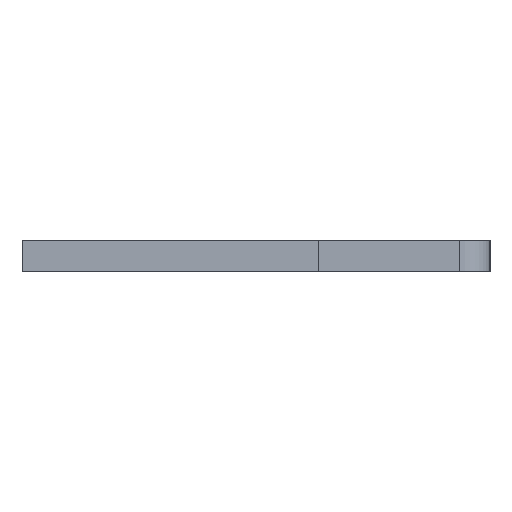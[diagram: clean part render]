
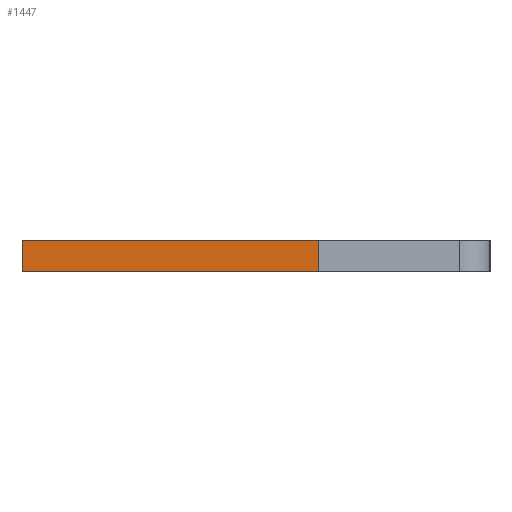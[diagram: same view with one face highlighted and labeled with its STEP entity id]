
A CAD part, left-side view. The second image highlights one B-rep face of the part: STEP entity #1447.
In plain terms, the highlighted face is planar.
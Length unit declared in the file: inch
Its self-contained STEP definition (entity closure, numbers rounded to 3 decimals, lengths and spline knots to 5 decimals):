
#44 = CARTESIAN_POINT ( 'NONE',  ( 0.01, 0.15, -0.04 ) ) ;
#57 = LINE ( 'NONE', #1115, #2007 ) ;
#71 = EDGE_CURVE ( 'NONE', #2221, #1822, #57, .T. ) ;
#172 = VECTOR ( 'NONE', #576, 39.37008 ) ;
#202 = DIRECTION ( 'NONE',  ( 0., 1., 0. ) ) ;
#248 = CARTESIAN_POINT ( 'NONE',  ( -0.01, -0.04, -0.04 ) ) ;
#259 = VECTOR ( 'NONE', #631, 39.37008 ) ;
#452 = DIRECTION ( 'NONE',  ( -1., 0., 0. ) ) ;
#455 = EDGE_LOOP ( 'NONE', ( #1083, #853, #2260, #1081 ) ) ;
#502 = CARTESIAN_POINT ( 'NONE',  ( 0.01, -0.04, -0.04 ) ) ;
#576 = DIRECTION ( 'NONE',  ( 0., 1., 0. ) ) ;
#631 = DIRECTION ( 'NONE',  ( -1., 0., 0. ) ) ;
#835 = EDGE_CURVE ( 'NONE', #872, #2221, #1668, .T. ) ;
#853 = ORIENTED_EDGE ( 'NONE', *, *, #2262, .F. ) ;
#872 = VERTEX_POINT ( 'NONE', #502 ) ;
#1081 = ORIENTED_EDGE ( 'NONE', *, *, #835, .T. ) ;
#1083 = ORIENTED_EDGE ( 'NONE', *, *, #71, .T. ) ;
#1115 = CARTESIAN_POINT ( 'NONE',  ( -0.01, 0.15, -0.04 ) ) ;
#1208 = FACE_OUTER_BOUND ( 'NONE', #455, .T. ) ;
#1247 = CARTESIAN_POINT ( 'NONE',  ( 0.01, 0.15, -0.04 ) ) ;
#1377 = CARTESIAN_POINT ( 'NONE',  ( 0.01, -0.04, -0.04 ) ) ;
#1408 = DIRECTION ( 'NONE',  ( 0., 0., 1. ) ) ;
#1447 = ADVANCED_FACE ( 'NONE', ( #1208 ), #1804, .F. ) ;
#1461 = CARTESIAN_POINT ( 'NONE',  ( -0.01, 0.15, -0.04 ) ) ;
#1502 = AXIS2_PLACEMENT_3D ( 'NONE', #1775, #1408, #1994 ) ;
#1597 = LINE ( 'NONE', #2057, #259 ) ;
#1606 = VECTOR ( 'NONE', #452, 39.37008 ) ;
#1652 = VERTEX_POINT ( 'NONE', #1247 ) ;
#1668 = LINE ( 'NONE', #1377, #1606 ) ;
#1775 = CARTESIAN_POINT ( 'NONE',  ( 0.01, 0.15, -0.04 ) ) ;
#1804 = PLANE ( 'NONE',  #1502 ) ;
#1822 = VERTEX_POINT ( 'NONE', #1461 ) ;
#1857 = EDGE_CURVE ( 'NONE', #872, #1652, #2067, .T. ) ;
#1994 = DIRECTION ( 'NONE',  ( 1., 0., 0. ) ) ;
#2007 = VECTOR ( 'NONE', #202, 39.37008 ) ;
#2057 = CARTESIAN_POINT ( 'NONE',  ( 0.01, 0.15, -0.04 ) ) ;
#2067 = LINE ( 'NONE', #44, #172 ) ;
#2221 = VERTEX_POINT ( 'NONE', #248 ) ;
#2260 = ORIENTED_EDGE ( 'NONE', *, *, #1857, .F. ) ;
#2262 = EDGE_CURVE ( 'NONE', #1652, #1822, #1597, .T. ) ;
